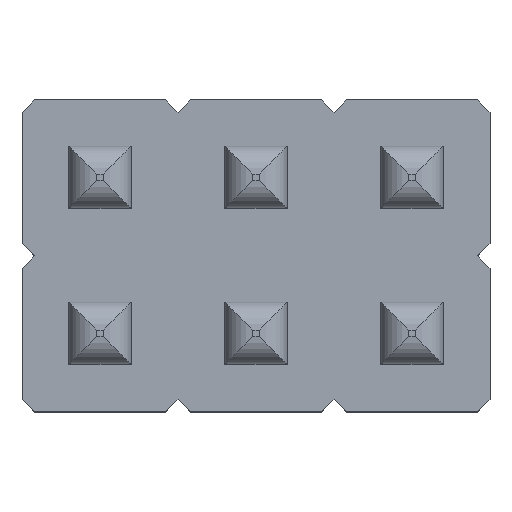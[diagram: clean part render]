
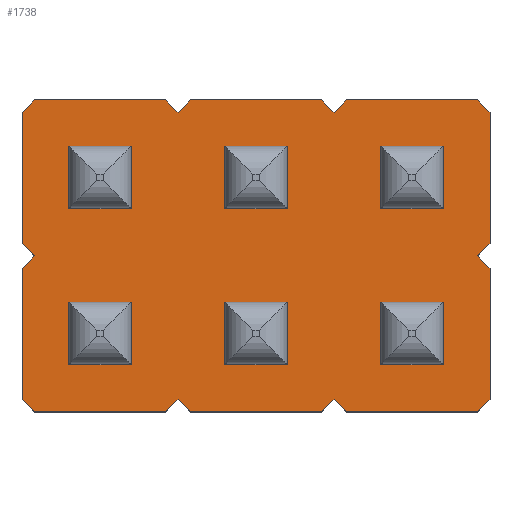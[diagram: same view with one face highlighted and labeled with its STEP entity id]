
A CAD part, top view. The second image highlights one B-rep face of the part: STEP entity #1738.
In plain terms, the highlighted planar face has unit normal (0, 0, 1).
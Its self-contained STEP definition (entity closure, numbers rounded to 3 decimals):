
#64=PLANE('',#1879);
#136=FACE_OUTER_BOUND('',#248,.T.);
#248=EDGE_LOOP('',(#1343,#1344,#1345,#1346,#1347,#1348,#1349,#1350,#1351,
#1352,#1353,#1354,#1355,#1356,#1357,#1358,#1359,#1360,#1361,#1362,#1363,
#1364,#1365,#1366,#1367,#1368));
#413=LINE('',#2631,#611);
#416=LINE('',#2636,#614);
#418=LINE('',#2640,#616);
#420=LINE('',#2644,#618);
#422=LINE('',#2648,#620);
#424=LINE('',#2653,#622);
#427=LINE('',#2658,#625);
#429=LINE('',#2662,#627);
#431=LINE('',#2666,#629);
#433=LINE('',#2669,#631);
#434=LINE('',#2672,#632);
#436=LINE('',#2676,#634);
#438=LINE('',#2680,#636);
#440=LINE('',#2685,#638);
#443=LINE('',#2690,#641);
#445=LINE('',#2694,#643);
#447=LINE('',#2698,#645);
#449=LINE('',#2701,#647);
#450=LINE('',#2705,#648);
#453=LINE('',#2710,#651);
#455=LINE('',#2713,#653);
#456=LINE('',#2717,#654);
#459=LINE('',#2722,#657);
#461=LINE('',#2725,#659);
#462=LINE('',#2728,#660);
#464=LINE('',#2731,#662);
#611=VECTOR('',#2089,10.);
#614=VECTOR('',#2094,10.);
#616=VECTOR('',#2098,10.);
#618=VECTOR('',#2102,10.);
#620=VECTOR('',#2106,10.);
#622=VECTOR('',#2110,10.);
#625=VECTOR('',#2115,10.);
#627=VECTOR('',#2119,10.);
#629=VECTOR('',#2123,10.);
#631=VECTOR('',#2127,10.);
#632=VECTOR('',#2130,10.);
#634=VECTOR('',#2134,10.);
#636=VECTOR('',#2138,10.);
#638=VECTOR('',#2142,10.);
#641=VECTOR('',#2147,10.);
#643=VECTOR('',#2151,10.);
#645=VECTOR('',#2155,10.);
#647=VECTOR('',#2159,10.);
#648=VECTOR('',#2162,10.);
#651=VECTOR('',#2167,10.);
#653=VECTOR('',#2171,10.);
#654=VECTOR('',#2174,10.);
#657=VECTOR('',#2179,10.);
#659=VECTOR('',#2183,10.);
#660=VECTOR('',#2186,10.);
#662=VECTOR('',#2190,10.);
#805=VERTEX_POINT('',#2629);
#806=VERTEX_POINT('',#2630);
#807=VERTEX_POINT('',#2635);
#808=VERTEX_POINT('',#2639);
#809=VERTEX_POINT('',#2643);
#810=VERTEX_POINT('',#2647);
#811=VERTEX_POINT('',#2651);
#812=VERTEX_POINT('',#2652);
#813=VERTEX_POINT('',#2657);
#814=VERTEX_POINT('',#2661);
#815=VERTEX_POINT('',#2665);
#816=VERTEX_POINT('',#2671);
#817=VERTEX_POINT('',#2675);
#818=VERTEX_POINT('',#2679);
#819=VERTEX_POINT('',#2683);
#820=VERTEX_POINT('',#2684);
#821=VERTEX_POINT('',#2689);
#822=VERTEX_POINT('',#2693);
#823=VERTEX_POINT('',#2697);
#824=VERTEX_POINT('',#2703);
#825=VERTEX_POINT('',#2704);
#826=VERTEX_POINT('',#2709);
#827=VERTEX_POINT('',#2715);
#828=VERTEX_POINT('',#2716);
#829=VERTEX_POINT('',#2721);
#830=VERTEX_POINT('',#2727);
#965=EDGE_CURVE('',#805,#806,#413,.T.);
#968=EDGE_CURVE('',#807,#805,#416,.T.);
#970=EDGE_CURVE('',#807,#808,#418,.T.);
#972=EDGE_CURVE('',#809,#808,#420,.T.);
#974=EDGE_CURVE('',#810,#809,#422,.T.);
#976=EDGE_CURVE('',#811,#812,#424,.T.);
#979=EDGE_CURVE('',#813,#812,#427,.T.);
#981=EDGE_CURVE('',#814,#813,#429,.T.);
#983=EDGE_CURVE('',#815,#814,#431,.T.);
#985=EDGE_CURVE('',#815,#806,#433,.T.);
#986=EDGE_CURVE('',#810,#816,#434,.T.);
#988=EDGE_CURVE('',#817,#816,#436,.T.);
#990=EDGE_CURVE('',#818,#817,#438,.T.);
#992=EDGE_CURVE('',#819,#820,#440,.T.);
#995=EDGE_CURVE('',#818,#821,#443,.T.);
#997=EDGE_CURVE('',#822,#821,#445,.T.);
#999=EDGE_CURVE('',#823,#822,#447,.T.);
#1001=EDGE_CURVE('',#819,#823,#449,.T.);
#1002=EDGE_CURVE('',#824,#825,#450,.T.);
#1005=EDGE_CURVE('',#826,#825,#453,.T.);
#1007=EDGE_CURVE('',#811,#826,#455,.T.);
#1008=EDGE_CURVE('',#827,#828,#456,.T.);
#1011=EDGE_CURVE('',#829,#828,#459,.T.);
#1013=EDGE_CURVE('',#824,#829,#461,.T.);
#1014=EDGE_CURVE('',#830,#820,#462,.T.);
#1016=EDGE_CURVE('',#827,#830,#464,.T.);
#1343=ORIENTED_EDGE('',*,*,#965,.F.);
#1344=ORIENTED_EDGE('',*,*,#968,.F.);
#1345=ORIENTED_EDGE('',*,*,#970,.T.);
#1346=ORIENTED_EDGE('',*,*,#972,.F.);
#1347=ORIENTED_EDGE('',*,*,#974,.F.);
#1348=ORIENTED_EDGE('',*,*,#986,.T.);
#1349=ORIENTED_EDGE('',*,*,#988,.F.);
#1350=ORIENTED_EDGE('',*,*,#990,.F.);
#1351=ORIENTED_EDGE('',*,*,#995,.T.);
#1352=ORIENTED_EDGE('',*,*,#997,.F.);
#1353=ORIENTED_EDGE('',*,*,#999,.F.);
#1354=ORIENTED_EDGE('',*,*,#1001,.F.);
#1355=ORIENTED_EDGE('',*,*,#992,.T.);
#1356=ORIENTED_EDGE('',*,*,#1014,.F.);
#1357=ORIENTED_EDGE('',*,*,#1016,.F.);
#1358=ORIENTED_EDGE('',*,*,#1008,.T.);
#1359=ORIENTED_EDGE('',*,*,#1011,.F.);
#1360=ORIENTED_EDGE('',*,*,#1013,.F.);
#1361=ORIENTED_EDGE('',*,*,#1002,.T.);
#1362=ORIENTED_EDGE('',*,*,#1005,.F.);
#1363=ORIENTED_EDGE('',*,*,#1007,.F.);
#1364=ORIENTED_EDGE('',*,*,#976,.T.);
#1365=ORIENTED_EDGE('',*,*,#979,.F.);
#1366=ORIENTED_EDGE('',*,*,#981,.F.);
#1367=ORIENTED_EDGE('',*,*,#983,.F.);
#1368=ORIENTED_EDGE('',*,*,#985,.T.);
#1738=ADVANCED_FACE('',(#136),#64,.T.);
#1879=AXIS2_PLACEMENT_3D('',#2732,#2191,#2192);
#2089=DIRECTION('',(-0.707,-0.707,0.));
#2094=DIRECTION('',(0.,-1.,0.));
#2098=DIRECTION('',(-0.707,0.707,0.));
#2102=DIRECTION('',(1.,0.,0.));
#2106=DIRECTION('',(0.707,0.707,0.));
#2110=DIRECTION('',(0.707,-0.707,0.));
#2115=DIRECTION('',(-1.,0.,0.));
#2119=DIRECTION('',(-0.707,-0.707,0.));
#2123=DIRECTION('',(0.,-1.,0.));
#2127=DIRECTION('',(-0.707,0.707,0.));
#2130=DIRECTION('',(-0.707,0.707,0.));
#2134=DIRECTION('',(1.,0.,0.));
#2138=DIRECTION('',(0.707,0.707,0.));
#2142=DIRECTION('',(0.707,-0.707,0.));
#2147=DIRECTION('',(-0.707,0.707,0.));
#2151=DIRECTION('',(1.,0.,0.));
#2155=DIRECTION('',(0.707,0.707,0.));
#2159=DIRECTION('',(0.,1.,0.));
#2162=DIRECTION('',(0.707,-0.707,0.));
#2167=DIRECTION('',(-1.,0.,0.));
#2171=DIRECTION('',(-0.707,-0.707,0.));
#2174=DIRECTION('',(0.707,-0.707,0.));
#2179=DIRECTION('',(-1.,0.,0.));
#2183=DIRECTION('',(-0.707,-0.707,0.));
#2186=DIRECTION('',(0.707,0.707,0.));
#2190=DIRECTION('',(0.,1.,0.));
#2191=DIRECTION('center_axis',(0.,0.,1.));
#2192=DIRECTION('ref_axis',(1.,0.,0.));
#2629=CARTESIAN_POINT('',(6.25,1.45,5.));
#2630=CARTESIAN_POINT('',(6.05,1.25,5.));
#2631=CARTESIAN_POINT('',(6.25,1.45,5.));
#2635=CARTESIAN_POINT('',(6.25,3.55,5.));
#2636=CARTESIAN_POINT('',(6.25,3.75,5.));
#2639=CARTESIAN_POINT('',(6.05,3.75,5.));
#2640=CARTESIAN_POINT('',(6.25,3.55,5.));
#2643=CARTESIAN_POINT('',(3.95,3.75,5.));
#2644=CARTESIAN_POINT('',(3.75,3.75,5.));
#2647=CARTESIAN_POINT('',(3.75,3.55,5.));
#2648=CARTESIAN_POINT('',(3.75,3.55,5.));
#2651=CARTESIAN_POINT('',(3.75,-1.05,5.));
#2652=CARTESIAN_POINT('',(3.95,-1.25,5.));
#2653=CARTESIAN_POINT('',(3.75,-1.05,5.));
#2657=CARTESIAN_POINT('',(6.05,-1.25,5.));
#2658=CARTESIAN_POINT('',(6.25,-1.25,5.));
#2661=CARTESIAN_POINT('',(6.25,-1.05,5.));
#2662=CARTESIAN_POINT('',(6.25,-1.05,5.));
#2665=CARTESIAN_POINT('',(6.25,1.05,5.));
#2666=CARTESIAN_POINT('',(6.25,1.25,5.));
#2669=CARTESIAN_POINT('',(6.25,1.05,5.));
#2671=CARTESIAN_POINT('',(3.55,3.75,5.));
#2672=CARTESIAN_POINT('',(3.75,3.55,5.));
#2675=CARTESIAN_POINT('',(1.45,3.75,5.));
#2676=CARTESIAN_POINT('',(1.25,3.75,5.));
#2679=CARTESIAN_POINT('',(1.25,3.55,5.));
#2680=CARTESIAN_POINT('',(1.25,3.55,5.));
#2683=CARTESIAN_POINT('',(-1.25,1.45,5.));
#2684=CARTESIAN_POINT('',(-1.05,1.25,5.));
#2685=CARTESIAN_POINT('',(-1.25,1.45,5.));
#2689=CARTESIAN_POINT('',(1.05,3.75,5.));
#2690=CARTESIAN_POINT('',(1.25,3.55,5.));
#2693=CARTESIAN_POINT('',(-1.05,3.75,5.));
#2694=CARTESIAN_POINT('',(-1.25,3.75,5.));
#2697=CARTESIAN_POINT('',(-1.25,3.55,5.));
#2698=CARTESIAN_POINT('',(-1.25,3.55,5.));
#2701=CARTESIAN_POINT('',(-1.25,1.25,5.));
#2703=CARTESIAN_POINT('',(1.25,-1.05,5.));
#2704=CARTESIAN_POINT('',(1.45,-1.25,5.));
#2705=CARTESIAN_POINT('',(1.25,-1.05,5.));
#2709=CARTESIAN_POINT('',(3.55,-1.25,5.));
#2710=CARTESIAN_POINT('',(3.75,-1.25,5.));
#2713=CARTESIAN_POINT('',(3.75,-1.05,5.));
#2715=CARTESIAN_POINT('',(-1.25,-1.05,5.));
#2716=CARTESIAN_POINT('',(-1.05,-1.25,5.));
#2717=CARTESIAN_POINT('',(-1.25,-1.05,5.));
#2721=CARTESIAN_POINT('',(1.05,-1.25,5.));
#2722=CARTESIAN_POINT('',(1.25,-1.25,5.));
#2725=CARTESIAN_POINT('',(1.25,-1.05,5.));
#2727=CARTESIAN_POINT('',(-1.25,1.05,5.));
#2728=CARTESIAN_POINT('',(-1.25,1.05,5.));
#2731=CARTESIAN_POINT('',(-1.25,-1.25,5.));
#2732=CARTESIAN_POINT('Origin',(0.,0.,5.));
